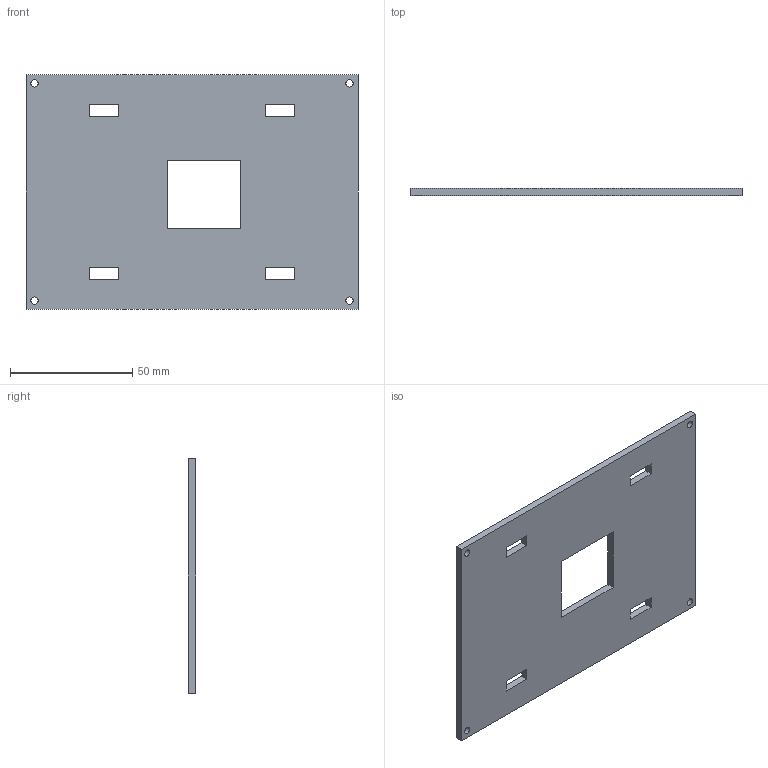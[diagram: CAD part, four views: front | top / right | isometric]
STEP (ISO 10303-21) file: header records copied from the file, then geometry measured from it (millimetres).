
FILE_DESCRIPTION((''),'2;1');
FILE_NAME('COPERCHIO','2022-12-26T09:55:15',('alexb'),(''),'CREO PARAMETRIC BY PTC INC, 2022164','CREO PARAMETRIC BY PTC INC, 2022164','');
FILE_SCHEMA(('CONFIG_CONTROL_DESIGN'));
Length unit declared in the file: millimetre
Products named in the file (1): COPERCHIO
Bounding box: 136 x 3 x 96 mm (x, y, z)
Volume: 35843.2 mm3; surface area: 26156.5 mm2
Topology: 1 solids, 1 shells, 34 faces, 96 edges, 64 vertices
Faces by surface type: plane 26, cylinder 8
Entity records: 1170 total; most frequent: CARTESIAN_POINT 194, ORIENTED_EDGE 192, DIRECTION 180, EDGE_CURVE 96, VECTOR 80, LINE 80, VERTEX_POINT 64, EDGE_LOOP 52
